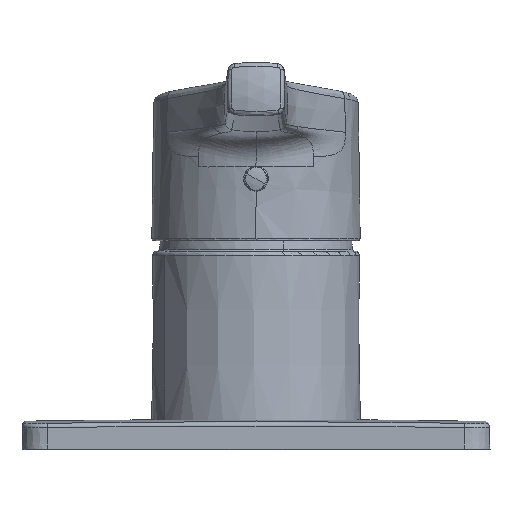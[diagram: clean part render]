
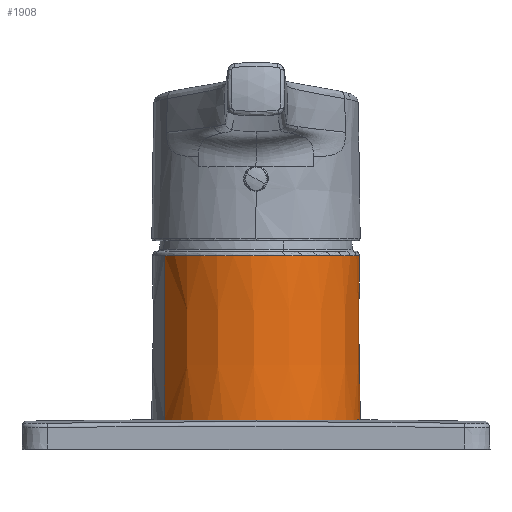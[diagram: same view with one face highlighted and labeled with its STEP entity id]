
A CAD part, front view. The second image highlights one B-rep face of the part: STEP entity #1908.
In plain terms, the highlighted conical face has half-angle 0.229 degrees and reference radius 24.4 mm.
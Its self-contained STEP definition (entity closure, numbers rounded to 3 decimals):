
#33 = ORIENTED_EDGE ( 'NONE', *, *, #805, .F. ) ;
#366 = VERTEX_POINT ( 'NONE', #3893 ) ;
#390 = VERTEX_POINT ( 'NONE', #1279 ) ;
#416 = CARTESIAN_POINT ( 'NONE',  ( 241.431, 286.457, 491.149 ) ) ;
#418 = CARTESIAN_POINT ( 'NONE',  ( 241.959, 286.457, 491.149 ) ) ;
#453 = CARTESIAN_POINT ( 'NONE',  ( 242.489, 286.474, 491.149 ) ) ;
#455 = CARTESIAN_POINT ( 'NONE',  ( 246.706, 287.007, 491.151 ) ) ;
#464 = CARTESIAN_POINT ( 'NONE',  ( 248.744, 287.548, 491.154 ) ) ;
#476 = CARTESIAN_POINT ( 'NONE',  ( 249.746, 287.883, 491.156 ) ) ;
#487 = CARTESIAN_POINT ( 'NONE',  ( 251.22, 288.486, 491.159 ) ) ;
#507 = CARTESIAN_POINT ( 'NONE',  ( 251.709, 288.705, 491.16 ) ) ;
#545 = CARTESIAN_POINT ( 'NONE',  ( 252.668, 289.172, 491.162 ) ) ;
#557 = CARTESIAN_POINT ( 'NONE',  ( 253.137, 289.42, 491.163 ) ) ;
#599 = CARTESIAN_POINT ( 'NONE',  ( 255.436, 290.731, 491.17 ) ) ;
#612 = CARTESIAN_POINT ( 'NONE',  ( 257.123, 292.003, 491.176 ) ) ;
#636 = CARTESIAN_POINT ( 'NONE',  ( 260.173, 295.002, 491.19 ) ) ;
#660 = CARTESIAN_POINT ( 'NONE',  ( 261.472, 296.665, 491.198 ) ) ;
#676 = CARTESIAN_POINT ( 'NONE',  ( 262.823, 298.941, 491.209 ) ) ;
#679 = CARTESIAN_POINT ( 'NONE',  ( 263.079, 299.407, 491.212 ) ) ;
#686 = CARTESIAN_POINT ( 'NONE',  ( 263.563, 300.359, 491.216 ) ) ;
#688 = CARTESIAN_POINT ( 'NONE',  ( 263.79, 300.843, 491.219 ) ) ;
#697 = CARTESIAN_POINT ( 'NONE',  ( 264.418, 302.306, 491.226 ) ) ;
#715 = CARTESIAN_POINT ( 'NONE',  ( 264.77, 303.301, 491.231 ) ) ;
#730 = CARTESIAN_POINT ( 'NONE',  ( 265.346, 305.33, 491.24 ) ) ;
#740 = CARTESIAN_POINT ( 'NONE',  ( 265.568, 306.364, 491.245 ) ) ;
#754 = CARTESIAN_POINT ( 'NONE',  ( 265.803, 307.945, 491.253 ) ) ;
#759 = CARTESIAN_POINT ( 'NONE',  ( 265.864, 308.478, 491.256 ) ) ;
#794 = CARTESIAN_POINT ( 'NONE',  ( 265.951, 309.538, 491.261 ) ) ;
#796 = CARTESIAN_POINT ( 'NONE',  ( 265.977, 310.067, 491.263 ) ) ;
#805 = EDGE_CURVE ( 'NONE', #8592, #366, #4804, .T. ) ;
#817 = CARTESIAN_POINT ( 'NONE',  ( 266.004, 311.651, 491.271 ) ) ;
#830 = CARTESIAN_POINT ( 'NONE',  ( 265.954, 312.705, 491.276 ) ) ;
#833 = CARTESIAN_POINT ( 'NONE',  ( 265.777, 314.28, 491.284 ) ) ;
#843 = CARTESIAN_POINT ( 'NONE',  ( 265.701, 314.804, 491.286 ) ) ;
#863 = CARTESIAN_POINT ( 'NONE',  ( 265.515, 315.851, 491.292 ) ) ;
#865 = CARTESIAN_POINT ( 'NONE',  ( 243.551, 286.543, 491.149 ) ) ;
#873 = CARTESIAN_POINT ( 'NONE',  ( 244.085, 286.595, 491.149 ) ) ;
#883 = CARTESIAN_POINT ( 'NONE',  ( 245.668, 286.802, 491.15 ) ) ;
#897 = CARTESIAN_POINT ( 'NONE',  ( 265.403, 316.375, 491.294 ) ) ;
#899 = CARTESIAN_POINT ( 'NONE',  ( 264.766, 318.961, 491.307 ) ) ;
#938 = CARTESIAN_POINT ( 'NONE',  ( 262.983, 322.79, 491.325 ) ) ;
#943 = CARTESIAN_POINT ( 'NONE',  ( 264.001, 320.927, 491.316 ) ) ;
#1279 = CARTESIAN_POINT ( 'NONE',  ( 241.431, 286.457, 491.149 ) ) ;
#1312 = ORIENTED_EDGE ( 'NONE', *, *, #7805, .F. ) ;
#1463 = CARTESIAN_POINT ( 'NONE',  ( 262.847, 322.716, 529.896 ) ) ;
#1711 = DIRECTION ( 'NONE',  ( 0., 0., 1. ) ) ;
#1908 = ADVANCED_FACE ( 'NONE', ( #2756 ), #8994, .T. ) ;
#2208 = AXIS2_PLACEMENT_3D ( 'NONE', #6184, #7338, #8577 ) ;
#2284 = CARTESIAN_POINT ( 'NONE',  ( 219.879, 299.242, 491.211 ) ) ;
#2618 = CARTESIAN_POINT ( 'NONE',  ( 262.983, 322.79, 491.325 ) ) ;
#2756 = FACE_OUTER_BOUND ( 'NONE', #5776, .T. ) ;
#2946 = CARTESIAN_POINT ( 'NONE',  ( 219.879, 299.242, 491.211 ) ) ;
#2961 = CARTESIAN_POINT ( 'NONE',  ( 220.931, 297.316, 491.202 ) ) ;
#2982 = CARTESIAN_POINT ( 'NONE',  ( 222.22, 295.558, 491.193 ) ) ;
#2994 = CARTESIAN_POINT ( 'NONE',  ( 224.133, 293.574, 491.183 ) ) ;
#3016 = CARTESIAN_POINT ( 'NONE',  ( 224.53, 293.189, 491.181 ) ) ;
#3033 = CARTESIAN_POINT ( 'NONE',  ( 225.346, 292.45, 491.178 ) ) ;
#3052 = CARTESIAN_POINT ( 'NONE',  ( 226.185, 291.739, 491.174 ) ) ;
#3065 = CARTESIAN_POINT ( 'NONE',  ( 227.071, 291.085, 491.171 ) ) ;
#3090 = CARTESIAN_POINT ( 'NONE',  ( 227.98, 290.461, 491.168 ) ) ;
#3100 = CARTESIAN_POINT ( 'NONE',  ( 228.447, 290.163, 491.167 ) ) ;
#3120 = CARTESIAN_POINT ( 'NONE',  ( 230.811, 288.763, 491.16 ) ) ;
#3133 = CARTESIAN_POINT ( 'NONE',  ( 232.818, 287.912, 491.156 ) ) ;
#3142 = CARTESIAN_POINT ( 'NONE',  ( 235.471, 287.185, 491.152 ) ) ;
#3152 = CARTESIAN_POINT ( 'NONE',  ( 236.01, 287.057, 491.152 ) ) ;
#3164 = CARTESIAN_POINT ( 'NONE',  ( 237.087, 286.838, 491.151 ) ) ;
#3171 = CARTESIAN_POINT ( 'NONE',  ( 237.627, 286.747, 491.15 ) ) ;
#3185 = CARTESIAN_POINT ( 'NONE',  ( 239.251, 286.53, 491.149 ) ) ;
#3239 = CARTESIAN_POINT ( 'NONE',  ( 240.339, 286.457, 491.149 ) ) ;
#3241 = CARTESIAN_POINT ( 'NONE',  ( 241.431, 311.016, 529.896 ) ) ;
#3261 = CARTESIAN_POINT ( 'NONE',  ( 241.431, 286.457, 491.149 ) ) ;
#3439 = EDGE_CURVE ( 'NONE', #366, #3661, #5539, .T. ) ;
#3661 = VERTEX_POINT ( 'NONE', #1463 ) ;
#3893 = CARTESIAN_POINT ( 'NONE',  ( 265.058, 317.123, 529.896 ) ) ;
#3950 = CARTESIAN_POINT ( 'NONE',  ( 262.844, 322.714, 530.892 ) ) ;
#4110 = LINE ( 'NONE', #8376, #6466 ) ;
#4156 = VECTOR ( 'NONE', #5082, 1000. ) ;
#4804 = CIRCLE ( 'NONE', #7070, 24.404 ) ;
#4986 = EDGE_CURVE ( 'NONE', #3661, #8895, #7371, .T. ) ;
#5082 = DIRECTION ( 'NONE',  ( 0.004, 0.002, -1. ) ) ;
#5186 = AXIS2_PLACEMENT_3D ( 'NONE', #9046, #9073, #9104 ) ;
#5194 = ORIENTED_EDGE ( 'NONE', *, *, #3439, .F. ) ;
#5443 = EDGE_CURVE ( 'NONE', #8592, #5488, #4110, .T. ) ;
#5488 = VERTEX_POINT ( 'NONE', #2284 ) ;
#5539 = CIRCLE ( 'NONE', #5186, 24.404 ) ;
#5586 = CARTESIAN_POINT ( 'NONE',  ( 220.014, 299.316, 529.896 ) ) ;
#5615 = DIRECTION ( 'NONE',  ( -0.004, -0.002, -1. ) ) ;
#5776 = EDGE_LOOP ( 'NONE', ( #9892, #5194, #33, #9307, #8959, #1312 ) ) ;
#6038 = B_SPLINE_CURVE_WITH_KNOTS ( 'NONE', 3,
 ( #938, #943, #899, #897, #863, #843, #833, #830, #817, #796, #794, #759, #754, #740, #730, #715, #697, #688, #686, #679, #676, #660, #636, #612, #599, #557, #545, #507, #487, #476, #464, #455, #883, #873, #865, #453, #418, #416 ),
 .UNSPECIFIED., .F., .F.,
 ( 4, 2, 2, 2, 2, 2, 2, 2, 2, 2, 2, 2, 2, 2, 2, 2, 2, 2, 4 ),
 ( 0.084, 0.09, 0.092, 0.093, 0.096, 0.098, 0.1, 0.103, 0.106, 0.107, 0.109, 0.115, 0.122, 0.123, 0.125, 0.128, 0.131, 0.133, 0.134 ),
 .UNSPECIFIED. ) ;
#6184 = CARTESIAN_POINT ( 'NONE',  ( 241.431, 311.016, 530.892 ) ) ;
#6312 = EDGE_CURVE ( 'NONE', #390, #5488, #7898, .T. ) ;
#6466 = VECTOR ( 'NONE', #5615, 1000. ) ;
#7070 = AXIS2_PLACEMENT_3D ( 'NONE', #3241, #1711, #7189 ) ;
#7189 = DIRECTION ( 'NONE',  ( 1., 0., 0. ) ) ;
#7338 = DIRECTION ( 'NONE',  ( 0., 0., -1. ) ) ;
#7371 = LINE ( 'NONE', #3950, #4156 ) ;
#7805 = EDGE_CURVE ( 'NONE', #8895, #390, #6038, .T. ) ;
#7898 = B_SPLINE_CURVE_WITH_KNOTS ( 'NONE', 3,
 ( #3261, #3239, #3185, #3171, #3164, #3152, #3142, #3133, #3120, #3100, #3090, #3065, #3052, #3033, #3016, #2994, #2982, #2961, #2946 ),
 .UNSPECIFIED., .F., .F.,
 ( 4, 2, 2, 2, 2, 2, 1, 2, 2, 4 ),
 ( 0.134, 0.138, 0.139, 0.141, 0.147, 0.149, 0.151, 0.152, 0.154, 0.161 ),
 .UNSPECIFIED. ) ;
#8376 = CARTESIAN_POINT ( 'NONE',  ( 220.018, 299.318, 530.892 ) ) ;
#8577 = DIRECTION ( 'NONE',  ( -0.878, -0.479, 0. ) ) ;
#8592 = VERTEX_POINT ( 'NONE', #5586 ) ;
#8895 = VERTEX_POINT ( 'NONE', #2618 ) ;
#8959 = ORIENTED_EDGE ( 'NONE', *, *, #6312, .F. ) ;
#8994 = CONICAL_SURFACE ( 'NONE', #2208, 24.4, 0.004 ) ;
#9046 = CARTESIAN_POINT ( 'NONE',  ( 241.431, 311.016, 529.896 ) ) ;
#9073 = DIRECTION ( 'NONE',  ( 0., 0., 1. ) ) ;
#9104 = DIRECTION ( 'NONE',  ( 1., 0., 0. ) ) ;
#9307 = ORIENTED_EDGE ( 'NONE', *, *, #5443, .T. ) ;
#9892 = ORIENTED_EDGE ( 'NONE', *, *, #4986, .F. ) ;
